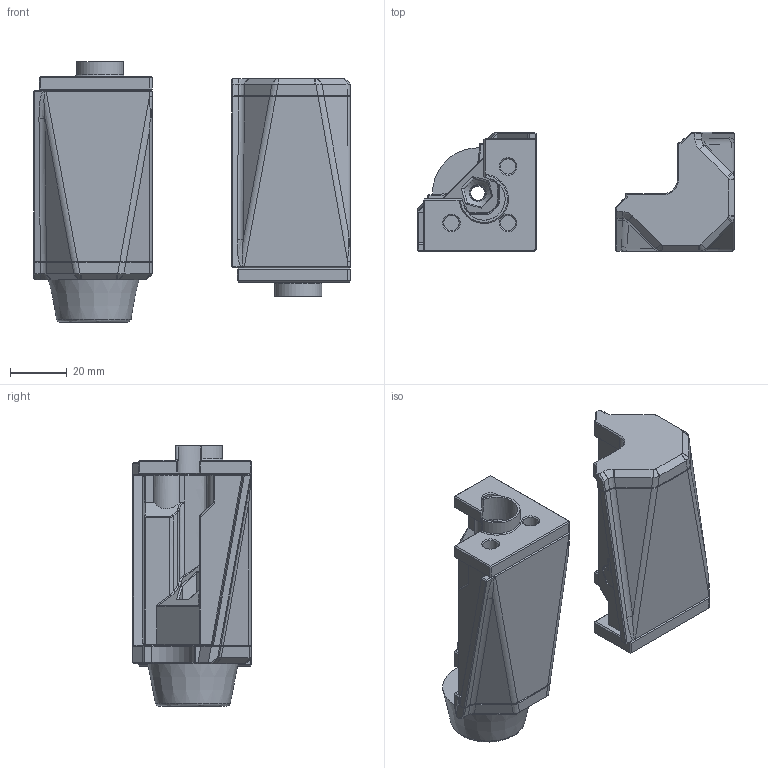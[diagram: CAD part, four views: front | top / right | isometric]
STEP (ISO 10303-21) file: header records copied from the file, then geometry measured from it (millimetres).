
FILE_DESCRIPTION(/* description */ (''),/* implementation_level */ '2;1');
FILE_NAME(/* name */ 'SquareCorners.step',/* time_stamp */ '2021-08-26T00:14:25-04:00',/* author */ (''),/* organization */ (''),/* preprocessor_version */ 'ST-DEVELOPER v18.1',/* originating_system */ 'Autodesk Translation Framework v10.9.0.1377',/* authorisation */ '');
FILE_SCHEMA (('AUTOMOTIVE_DESIGN { 1 0 10303 214 3 1 1 }'));
Length unit declared in the file: millimetre
Products named in the file (4): SquareCorners; UpperCorner (1); LowerCorner; MISUMI C-30-RK-3215 Foot v1
Assembly tree (3 placements, depth 3):
  SquareCorners
    UpperCorner (1)
    LowerCorner
      MISUMI C-30-RK-3215 Foot v1
Bounding box: 112.1 x 42.15 x 92 mm (x, y, z)
Volume: 127034.5 mm3; surface area: 48580.4 mm2
Topology: 7 solids, 7 shells, 802 faces, 2036 edges, 1263 vertices
Faces by surface type: plane 387, bspline 254, cylinder 91, cone 70
Full cylindrical faces by diameter (mm): 5 x9, 5.4 x14, 9.5 x6, 14 x1
Entity records: 28998 total; most frequent: CARTESIAN_POINT 10948, ORIENTED_EDGE 4064, DIRECTION 3084, EDGE_CURVE 2032, LINE 1286, VECTOR 1286, VERTEX_POINT 1263, AXIS2_PLACEMENT_3D 899
